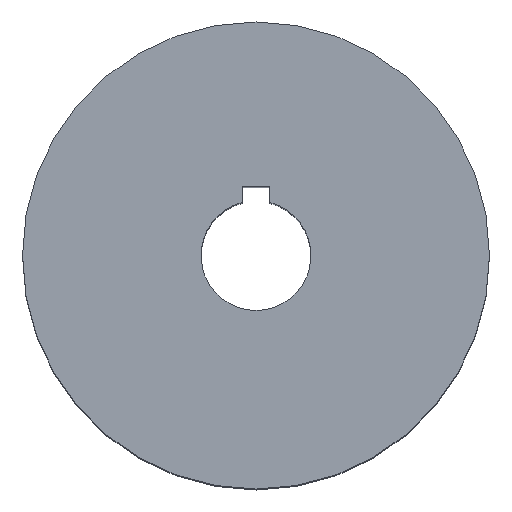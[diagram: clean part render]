
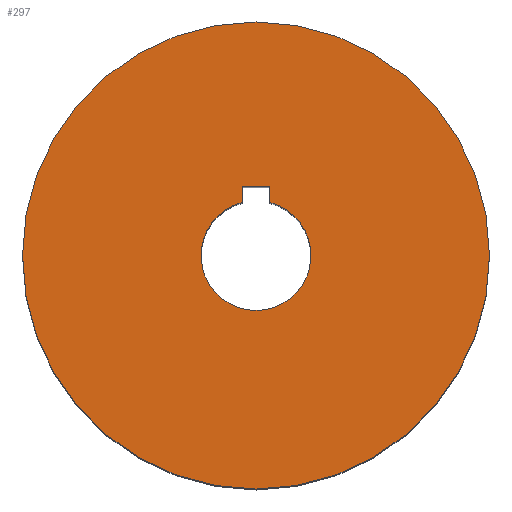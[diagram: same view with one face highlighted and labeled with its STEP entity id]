
A CAD part, top view. The second image highlights one B-rep face of the part: STEP entity #297.
In plain terms, the highlighted planar face has unit normal (0, 0, 1).
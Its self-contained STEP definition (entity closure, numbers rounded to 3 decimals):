
#17=LINE('',#520,#27);
#21=LINE('',#527,#31);
#24=LINE('',#533,#34);
#27=VECTOR('',#436,10.);
#31=VECTOR('',#442,10.);
#34=VECTOR('',#447,10.);
#38=PLANE('',#357);
#66=FACE_BOUND('',#128,.T.);
#88=FACE_OUTER_BOUND('',#127,.T.);
#127=EDGE_LOOP('',(#254));
#128=EDGE_LOOP('',(#255,#256,#257,#258));
#151=CIRCLE('',#358,17.);
#152=CIRCLE('',#359,4.);
#173=VERTEX_POINT('',#517);
#174=VERTEX_POINT('',#519);
#176=VERTEX_POINT('',#525);
#178=VERTEX_POINT('',#531);
#179=VERTEX_POINT('',#535);
#199=EDGE_CURVE('',#174,#173,#17,.T.);
#203=EDGE_CURVE('',#173,#176,#21,.T.);
#206=EDGE_CURVE('',#176,#178,#24,.T.);
#207=EDGE_CURVE('',#179,#179,#151,.T.);
#208=EDGE_CURVE('',#178,#174,#152,.T.);
#254=ORIENTED_EDGE('',*,*,#207,.T.);
#255=ORIENTED_EDGE('',*,*,#199,.T.);
#256=ORIENTED_EDGE('',*,*,#203,.T.);
#257=ORIENTED_EDGE('',*,*,#206,.T.);
#258=ORIENTED_EDGE('',*,*,#208,.T.);
#297=ADVANCED_FACE('',(#88,#66),#38,.T.);
#357=AXIS2_PLACEMENT_3D('',#534,#448,#449);
#358=AXIS2_PLACEMENT_3D('',#536,#450,#451);
#359=AXIS2_PLACEMENT_3D('',#537,#452,#453);
#436=DIRECTION('',(0.,1.,0.));
#442=DIRECTION('',(1.,0.,0.));
#447=DIRECTION('',(0.,-1.,0.));
#448=DIRECTION('center_axis',(0.,0.,1.));
#449=DIRECTION('ref_axis',(1.,0.,0.));
#450=DIRECTION('center_axis',(0.,0.,1.));
#451=DIRECTION('ref_axis',(-1.,0.,0.));
#452=DIRECTION('center_axis',(0.,0.,-1.));
#453=DIRECTION('ref_axis',(-1.,0.,0.));
#517=CARTESIAN_POINT('',(-1.,5.,20.));
#519=CARTESIAN_POINT('',(-1.,3.873,20.));
#520=CARTESIAN_POINT('',(-1.,1.916,20.));
#525=CARTESIAN_POINT('',(1.,5.,20.));
#527=CARTESIAN_POINT('',(-0.5,5.,20.));
#531=CARTESIAN_POINT('',(1.,3.873,20.));
#533=CARTESIAN_POINT('',(1.,2.,20.));
#534=CARTESIAN_POINT('Origin',(0.,0.,
20.));
#535=CARTESIAN_POINT('',(17.,0.,20.));
#536=CARTESIAN_POINT('Origin',(0.,0.,20.));
#537=CARTESIAN_POINT('Origin',(0.,0.,20.));
